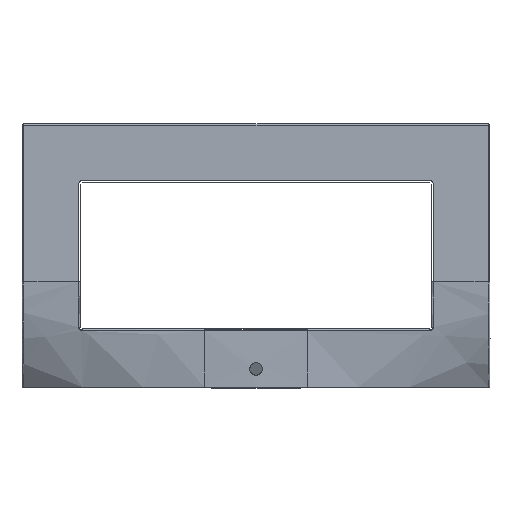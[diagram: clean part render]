
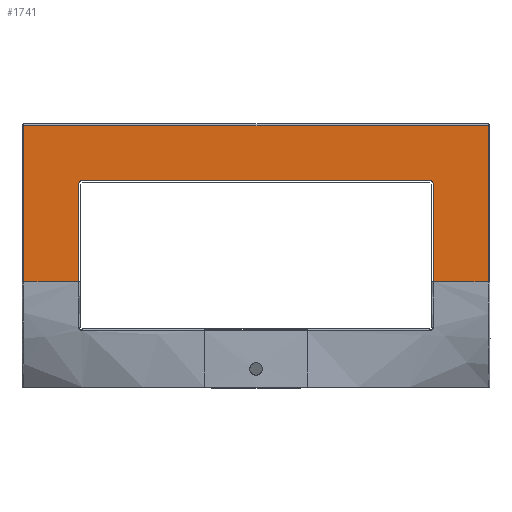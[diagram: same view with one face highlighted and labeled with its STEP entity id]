
A CAD part, front view. The second image highlights one B-rep face of the part: STEP entity #1741.
In plain terms, the highlighted free-form (B-spline) face has degree [3, 3] with [4, 4] control points.
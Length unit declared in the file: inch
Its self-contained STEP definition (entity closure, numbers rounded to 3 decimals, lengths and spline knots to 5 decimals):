
#139=CARTESIAN_POINT('',(-3.97,-0.79125,1.8));
#146=CARTESIAN_POINT('',(-3.03,-0.79125,1.8));
#216=CARTESIAN_POINT('',(3.97,-0.79125,1.8));
#541=CARTESIAN_POINT('',(3.03,-0.79125,3.47));
#542=CARTESIAN_POINT('',(3.03,-0.79125,3.4765));
#543=CARTESIAN_POINT('',(3.02799,-0.79125,3.4888));
#544=CARTESIAN_POINT('',(3.01933,-0.79125,3.50588));
#545=CARTESIAN_POINT('',(3.00586,-0.79125,3.51935));
#546=CARTESIAN_POINT('',(2.98875,-0.79125,3.52801));
#547=CARTESIAN_POINT('',(2.97648,-0.79125,3.53));
#548=CARTESIAN_POINT('',(2.97,-0.79125,3.53));
#550=DIRECTION('',(-1.,0.,0.));
#551=VECTOR('',#550,5.94);
#552=CARTESIAN_POINT('',(2.97,-0.79125,3.53));
#553=LINE('',#552,#551);
#554=CARTESIAN_POINT('',(-2.97,-0.79125,3.53));
#555=CARTESIAN_POINT('',(-2.9765,-0.79125,
3.53));
#556=CARTESIAN_POINT('',(-2.9888,-0.79125,
3.52799));
#557=CARTESIAN_POINT('',(-3.00588,-0.79125,
3.51933));
#558=CARTESIAN_POINT('',(-3.01935,-0.79125,
3.50586));
#559=CARTESIAN_POINT('',(-3.02801,-0.79125,
3.48875));
#560=CARTESIAN_POINT('',(-3.03,-0.79125,
3.47648));
#561=CARTESIAN_POINT('',(-3.03,-0.79125,3.47));
#563=DIRECTION('',(0.,0.,-1.));
#564=VECTOR('',#563,1.67);
#565=CARTESIAN_POINT('',(-3.03,-0.79125,3.47));
#566=LINE('',#565,#564);
#567=DIRECTION('',(1.,0.,0.));
#568=VECTOR('',#567,0.94);
#569=CARTESIAN_POINT('',(-3.97,-0.79125,1.8));
#570=LINE('',#569,#568);
#571=DIRECTION('',(0.,0.,1.));
#572=VECTOR('',#571,2.67);
#573=CARTESIAN_POINT('',(-3.97,-0.79125,1.8));
#574=LINE('',#573,#572);
#575=DIRECTION('',(1.,0.,0.));
#576=VECTOR('',#575,7.94);
#577=CARTESIAN_POINT('',(-3.97,-0.79125,4.47));
#578=LINE('',#577,#576);
#579=DIRECTION('',(0.,0.,-1.));
#580=VECTOR('',#579,2.67);
#581=CARTESIAN_POINT('',(3.97,-0.79125,4.47));
#582=LINE('',#581,#580);
#583=DIRECTION('',(1.,0.,0.));
#584=VECTOR('',#583,0.94);
#585=CARTESIAN_POINT('',(3.03,-0.79125,1.8));
#586=LINE('',#585,#584);
#587=DIRECTION('',(0.,0.,1.));
#588=VECTOR('',#587,1.67);
#589=CARTESIAN_POINT('',(3.03,-0.79125,1.8));
#590=LINE('',#589,#588);
#1066=VERTEX_POINT('',#216);
#1075=VERTEX_POINT('',#139);
#1083=CARTESIAN_POINT('',(-3.97,-0.79125,4.47));
#1084=CARTESIAN_POINT('',(3.97,-0.79125,4.47));
#1085=VERTEX_POINT('',#1083);
#1086=VERTEX_POINT('',#1084);
#1118=VERTEX_POINT('',#548);
#1119=VERTEX_POINT('',#541);
#1120=CARTESIAN_POINT('',(3.03,-0.79125,1.8));
#1121=VERTEX_POINT('',#1120);
#1135=VERTEX_POINT('',#146);
#1138=CARTESIAN_POINT('',(-3.03,-0.79125,3.47));
#1139=VERTEX_POINT('',#1138);
#1141=VERTEX_POINT('',#554);
#1704=CARTESIAN_POINT('',(-4.1288,-0.79125,1.7466));
#1705=CARTESIAN_POINT('',(-1.37627,-0.79125,1.7466));
#1706=CARTESIAN_POINT('',(1.37627,-0.79125,1.7466));
#1707=CARTESIAN_POINT('',(4.1288,-0.79125,1.7466));
#1708=CARTESIAN_POINT('',(-4.1288,-0.79125,2.6722));
#1709=CARTESIAN_POINT('',(-1.37627,-0.79125,2.6722));
#1710=CARTESIAN_POINT('',(1.37627,-0.79125,2.6722));
#1711=CARTESIAN_POINT('',(4.1288,-0.79125,2.6722));
#1712=CARTESIAN_POINT('',(-4.1288,-0.79125,3.5978));
#1713=CARTESIAN_POINT('',(-1.37627,-0.79125,3.5978));
#1714=CARTESIAN_POINT('',(1.37627,-0.79125,3.5978));
#1715=CARTESIAN_POINT('',(4.1288,-0.79125,3.5978));
#1716=CARTESIAN_POINT('',(-4.1288,-0.79125,4.5234));
#1717=CARTESIAN_POINT('',(-1.37627,-0.79125,4.5234));
#1718=CARTESIAN_POINT('',(1.37627,-0.79125,4.5234));
#1719=CARTESIAN_POINT('',(4.1288,-0.79125,4.5234));
#1720=B_SPLINE_SURFACE_WITH_KNOTS('',3,3,((#1704,#1705,#1706,#1707),(#1708,
#1709,#1710,#1711),(#1712,#1713,#1714,#1715),(#1716,#1717,#1718,#1719)),
.UNSPECIFIED.,.F.,.F.,.F.,(4,4),(4,4),(-0.01978,1.00867),(
0.01325,0.50771),.UNSPECIFIED.);
#1722=ORIENTED_EDGE('',*,*,#1721,.T.);
#1724=ORIENTED_EDGE('',*,*,#1723,.T.);
#1726=ORIENTED_EDGE('',*,*,#1725,.T.);
#1728=ORIENTED_EDGE('',*,*,#1727,.T.);
#1729=ORIENTED_EDGE('',*,*,#1425,.F.);
#1731=ORIENTED_EDGE('',*,*,#1730,.T.);
#1733=ORIENTED_EDGE('',*,*,#1732,.T.);
#1735=ORIENTED_EDGE('',*,*,#1734,.T.);
#1736=ORIENTED_EDGE('',*,*,#1519,.F.);
#1738=ORIENTED_EDGE('',*,*,#1737,.T.);
#1739=EDGE_LOOP('',(#1722,#1724,#1726,#1728,#1729,#1731,#1733,#1735,#1736,
#1738));
#1740=FACE_OUTER_BOUND('',#1739,.F.);
#1741=ADVANCED_FACE('',(#1740),#1720,.F.);
#549=B_SPLINE_CURVE_WITH_KNOTS('',3,(#541,#542,#543,#544,#545,#546,#547,#548),
.UNSPECIFIED.,.F.,.F.,(4,1,1,1,1,4),(0.,0.2,0.4,0.6,0.8,1.),
.UNSPECIFIED.);
#562=B_SPLINE_CURVE_WITH_KNOTS('',3,(#554,#555,#556,#557,#558,#559,#560,#561),
.UNSPECIFIED.,.F.,.F.,(4,1,1,1,1,4),(0.,0.2,0.4,0.6,0.8,1.),
.UNSPECIFIED.);
#1425=EDGE_CURVE('',#1075,#1135,#570,.T.);
#1519=EDGE_CURVE('',#1121,#1066,#586,.T.);
#1721=EDGE_CURVE('',#1119,#1118,#549,.T.);
#1723=EDGE_CURVE('',#1118,#1141,#553,.T.);
#1725=EDGE_CURVE('',#1141,#1139,#562,.T.);
#1727=EDGE_CURVE('',#1139,#1135,#566,.T.);
#1730=EDGE_CURVE('',#1075,#1085,#574,.T.);
#1732=EDGE_CURVE('',#1085,#1086,#578,.T.);
#1734=EDGE_CURVE('',#1086,#1066,#582,.T.);
#1737=EDGE_CURVE('',#1121,#1119,#590,.T.);
